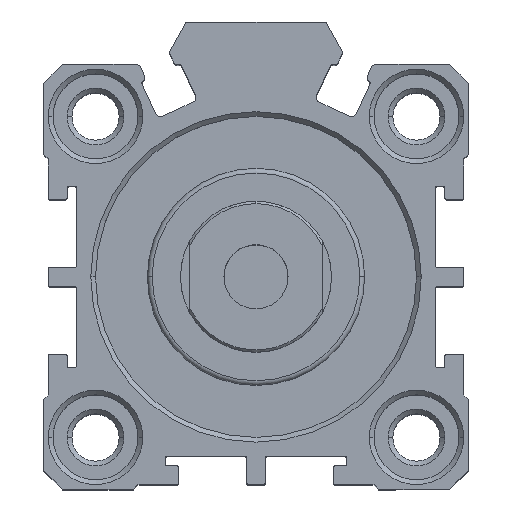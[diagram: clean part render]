
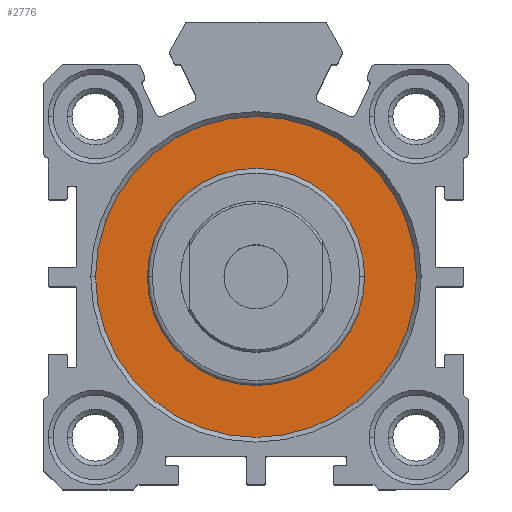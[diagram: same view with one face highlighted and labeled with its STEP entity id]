
A CAD part, top view. The second image highlights one B-rep face of the part: STEP entity #2776.
In plain terms, the highlighted planar face has unit normal (0, 0, 1).
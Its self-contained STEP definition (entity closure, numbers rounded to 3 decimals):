
#354 = AXIS2_PLACEMENT_3D ( 'NONE', #1077, #5400, #1687 ) ;
#943 = CIRCLE ( 'NONE', #2041, 17. ) ;
#1077 = CARTESIAN_POINT ( 'NONE',  ( 0., 0., 18.4 ) ) ;
#1088 = EDGE_CURVE ( 'NONE', #3879, #3947, #943, .T. ) ;
#1421 = DIRECTION ( 'NONE',  ( 0., 0., 1. ) ) ;
#1687 = DIRECTION ( 'NONE',  ( 1., 0., 0. ) ) ;
#2041 = AXIS2_PLACEMENT_3D ( 'NONE', #6820, #3112, #7449 ) ;
#2527 = FACE_OUTER_BOUND ( 'NONE', #5394, .T. ) ;
#2739 = PLANE ( 'NONE',  #7338 ) ;
#2765 = DIRECTION ( 'NONE',  ( 1., 0., 0. ) ) ;
#2776 = ADVANCED_FACE ( 'NONE', ( #5629, #2527 ), #2739, .T. ) ;
#2950 = CARTESIAN_POINT ( 'NONE',  ( -11.5, 0., 18.4 ) ) ;
#3053 = DIRECTION ( 'NONE',  ( 0., 0., 1. ) ) ;
#3112 = DIRECTION ( 'NONE',  ( 0., 0., 1. ) ) ;
#3571 = AXIS2_PLACEMENT_3D ( 'NONE', #5115, #1421, #5740 ) ;
#3879 = VERTEX_POINT ( 'NONE', #6831 ) ;
#3947 = VERTEX_POINT ( 'NONE', #7498 ) ;
#4190 = AXIS2_PLACEMENT_3D ( 'NONE', #6763, #3053, #7399 ) ;
#4348 = EDGE_CURVE ( 'NONE', #3947, #3879, #7154, .T. ) ;
#4458 = ORIENTED_EDGE ( 'NONE', *, *, #1088, .T. ) ;
#4600 = CARTESIAN_POINT ( 'NONE',  ( 0., 0., 18.4 ) ) ;
#4707 = ORIENTED_EDGE ( 'NONE', *, *, #4348, .T. ) ;
#5003 = VERTEX_POINT ( 'NONE', #2950 ) ;
#5053 = CIRCLE ( 'NONE', #354, 11.5 ) ;
#5115 = CARTESIAN_POINT ( 'NONE',  ( 0., 0., 18.4 ) ) ;
#5335 = EDGE_CURVE ( 'NONE', #7777, #5003, #6806, .T. ) ;
#5394 = EDGE_LOOP ( 'NONE', ( #4707, #4458 ) ) ;
#5400 = DIRECTION ( 'NONE',  ( 0., 0., 1. ) ) ;
#5629 = FACE_BOUND ( 'NONE', #7755, .T. ) ;
#5740 = DIRECTION ( 'NONE',  ( 1., 0., 0. ) ) ;
#5836 = CARTESIAN_POINT ( 'NONE',  ( 11.5, 0., 18.4 ) ) ;
#5954 = EDGE_CURVE ( 'NONE', #5003, #7777, #5053, .T. ) ;
#6460 = DIRECTION ( 'NONE',  ( 0., 0., 1. ) ) ;
#6763 = CARTESIAN_POINT ( 'NONE',  ( 0., 0., 18.4 ) ) ;
#6806 = CIRCLE ( 'NONE', #3571, 11.5 ) ;
#6820 = CARTESIAN_POINT ( 'NONE',  ( 0., 0., 18.4 ) ) ;
#6828 = ORIENTED_EDGE ( 'NONE', *, *, #5335, .F. ) ;
#6831 = CARTESIAN_POINT ( 'NONE',  ( -17., 0., 18.4 ) ) ;
#6879 = ORIENTED_EDGE ( 'NONE', *, *, #5954, .F. ) ;
#7154 = CIRCLE ( 'NONE', #4190, 17. ) ;
#7338 = AXIS2_PLACEMENT_3D ( 'NONE', #4600, #6460, #2765 ) ;
#7399 = DIRECTION ( 'NONE',  ( 1., 0., 0. ) ) ;
#7449 = DIRECTION ( 'NONE',  ( 1., 0., 0. ) ) ;
#7498 = CARTESIAN_POINT ( 'NONE',  ( 17., 0., 18.4 ) ) ;
#7755 = EDGE_LOOP ( 'NONE', ( #6879, #6828 ) ) ;
#7777 = VERTEX_POINT ( 'NONE', #5836 ) ;
